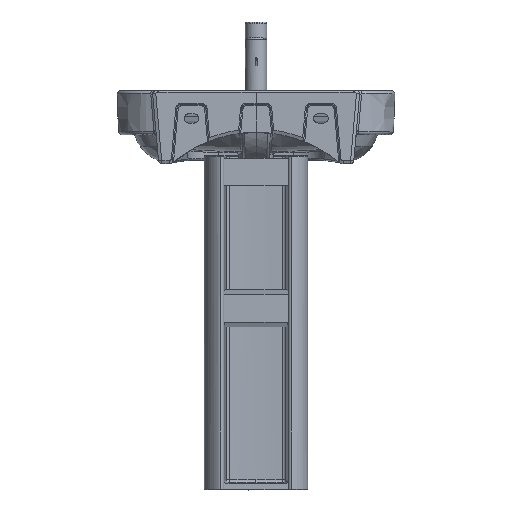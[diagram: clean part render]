
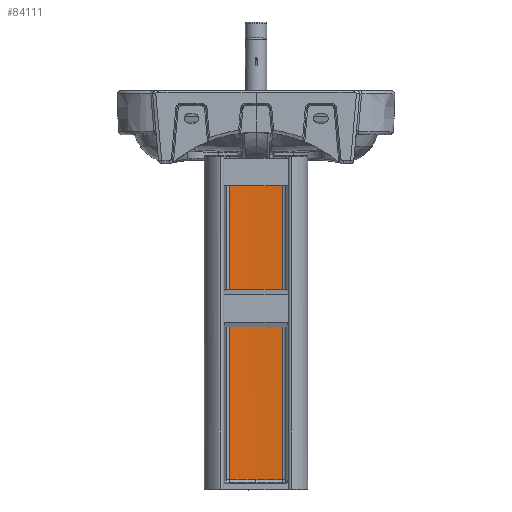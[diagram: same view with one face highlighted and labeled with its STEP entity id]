
A CAD part, left-side view. The second image highlights one B-rep face of the part: STEP entity #84111.
In plain terms, the highlighted cylindrical face has radius 940.025 mm (diameter 1880.05 mm), a partial arc.
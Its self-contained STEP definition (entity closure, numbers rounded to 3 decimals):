
#83775=CARTESIAN_POINT('',(-58.158,-2.,71.499));
#83776=VERTEX_POINT('',#83775);
#83809=CARTESIAN_POINT('',(58.158,-2.,71.499));
#83810=VERTEX_POINT('',#83809);
#83818=CARTESIAN_POINT('',(0.0,-2.,-866.725));
#83819=DIRECTION('',(0.0,-1.0,0.0));
#83820=DIRECTION('',(0.0,0.0,1.0));
#83821=AXIS2_PLACEMENT_3D('',#83818,#83819,#83820);
#83822=CIRCLE('',#83821,940.025);
#83823=EDGE_CURVE('',#83810,#83776,#83822,.T.);
#84071=CARTESIAN_POINT('',(0.0,-361.5,-866.725));
#84072=DIRECTION('',(0.0,1.0,0.0));
#84073=DIRECTION('',(-0.062,0.0,0.998));
#84074=AXIS2_PLACEMENT_3D('',#84071,#84072,#84073);
#84075=CYLINDRICAL_SURFACE('',#84074,940.025);
#84076=ORIENTED_EDGE('',*,*,#83823,.F.);
#84077=CARTESIAN_POINT('',(58.158,-700.338,71.499));
#84078=VERTEX_POINT('',#84077);
#84079=CARTESIAN_POINT('',(58.158,-700.338,71.499));
#84080=DIRECTION('',(0.0,1.0,0.0));
#84081=VECTOR('',#84080,698.338);
#84082=LINE('',#84079,#84081);
#84083=EDGE_CURVE('',#84078,#83810,#84082,.T.);
#84084=ORIENTED_EDGE('',*,*,#84083,.F.);
#84085=CARTESIAN_POINT('',(0.,-700.307,73.3));
#84086=VERTEX_POINT('',#84085);
#84087=CARTESIAN_POINT('',(0.,-716.587,-866.444));
#84088=DIRECTION('',(0.,1.,-0.017));
#84089=DIRECTION('',(0.062,0.017,0.998));
#84090=AXIS2_PLACEMENT_3D('',#84087,#84088,#84089);
#84091=CIRCLE('',#84090,939.885);
#84092=EDGE_CURVE('',#84078,#84086,#84091,.F.);
#84093=ORIENTED_EDGE('',*,*,#84092,.T.);
#84094=CARTESIAN_POINT('',(-58.158,-700.338,71.499));
#84095=VERTEX_POINT('',#84094);
#84096=CARTESIAN_POINT('',(0.,-716.587,-866.444));
#84097=DIRECTION('',(0.,1.,-0.017));
#84098=DIRECTION('',(0.,0.017,1.));
#84099=AXIS2_PLACEMENT_3D('',#84096,#84097,#84098);
#84100=CIRCLE('',#84099,939.885);
#84101=EDGE_CURVE('',#84086,#84095,#84100,.F.);
#84102=ORIENTED_EDGE('',*,*,#84101,.T.);
#84103=CARTESIAN_POINT('',(-58.158,-700.338,71.499));
#84104=DIRECTION('',(0.0,1.0,0.0));
#84105=VECTOR('',#84104,698.338);
#84106=LINE('',#84103,#84105);
#84107=EDGE_CURVE('',#84095,#83776,#84106,.T.);
#84108=ORIENTED_EDGE('',*,*,#84107,.T.);
#84109=EDGE_LOOP('',(#84076,#84084,#84093,#84102,#84108));
#84110=FACE_OUTER_BOUND('',#84109,.T.);
#84111=ADVANCED_FACE('',(#84110),#84075,.F.);
